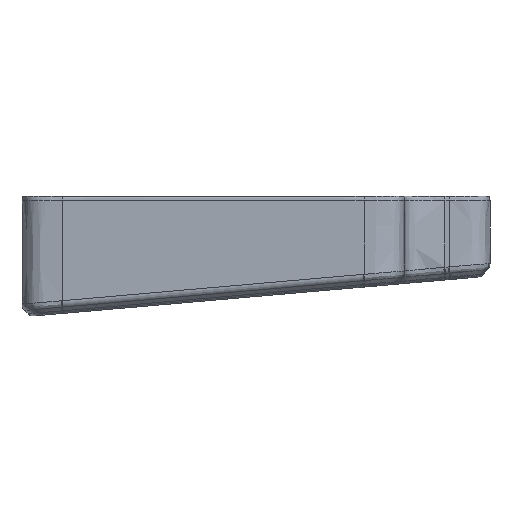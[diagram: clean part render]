
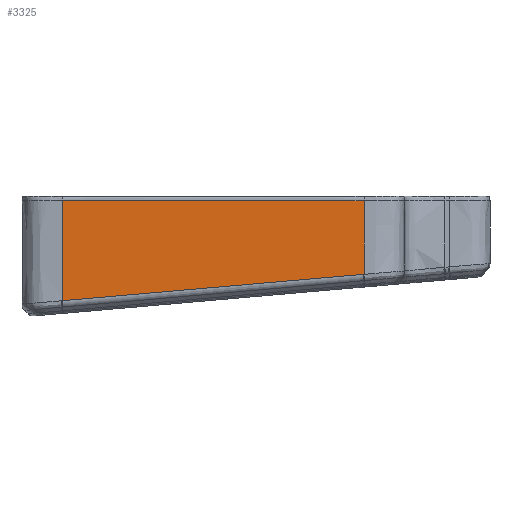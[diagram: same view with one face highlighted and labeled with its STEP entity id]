
A CAD part, left-side view. The second image highlights one B-rep face of the part: STEP entity #3325.
In plain terms, the highlighted planar face has unit normal (-1, 0, 0).
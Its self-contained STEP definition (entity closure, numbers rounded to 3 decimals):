
#59=PLANE('',#3513);
#168=LINE('',#9236,#372);
#185=LINE('',#9660,#389);
#186=LINE('',#9675,#390);
#187=LINE('',#9676,#391);
#372=VECTOR('',#3846,10.);
#389=VECTOR('',#3873,10.);
#390=VECTOR('',#3876,10.);
#391=VECTOR('',#3877,10.);
#654=FACE_OUTER_BOUND('',#868,.T.);
#868=EDGE_LOOP('',(#2611,#2612,#2613,#2614,#2615,#2616));
#1208=B_SPLINE_CURVE_WITH_KNOTS('',3,(#9195,#9196,#9197,#9198,#9199),
 .UNSPECIFIED.,.F.,.F.,(4,1,4),(0.,0.009,0.017),
 .UNSPECIFIED.);
#1210=B_SPLINE_CURVE_WITH_KNOTS('',3,(#9272,#9273,#9274,#9275,#9276),
 .UNSPECIFIED.,.F.,.F.,(4,1,4),(0.,0.004,0.007),
 .UNSPECIFIED.);
#1442=VERTEX_POINT('',#9086);
#1443=VERTEX_POINT('',#9179);
#1444=VERTEX_POINT('',#9187);
#1445=VERTEX_POINT('',#9228);
#1451=VERTEX_POINT('',#9659);
#1452=VERTEX_POINT('',#9674);
#1842=EDGE_CURVE('',#1444,#1443,#1208,.T.);
#1844=EDGE_CURVE('',#1443,#1445,#168,.T.);
#1845=EDGE_CURVE('',#1442,#1444,#1210,.T.);
#1866=EDGE_CURVE('',#1445,#1451,#185,.T.);
#1868=EDGE_CURVE('',#1452,#1442,#186,.T.);
#1869=EDGE_CURVE('',#1451,#1452,#187,.T.);
#2611=ORIENTED_EDGE('',*,*,#1844,.F.);
#2612=ORIENTED_EDGE('',*,*,#1842,.F.);
#2613=ORIENTED_EDGE('',*,*,#1845,.F.);
#2614=ORIENTED_EDGE('',*,*,#1868,.F.);
#2615=ORIENTED_EDGE('',*,*,#1869,.F.);
#2616=ORIENTED_EDGE('',*,*,#1866,.F.);
#3325=ADVANCED_FACE('',(#654),#59,.T.);
#3513=AXIS2_PLACEMENT_3D('',#9673,#3874,#3875);
#3846=DIRECTION('',(0.,0.996,-0.087));
#3873=DIRECTION('',(0.,0.,1.));
#3874=DIRECTION('center_axis',(-1.,0.,0.));
#3875=DIRECTION('ref_axis',(0.,-1.,0.));
#3876=DIRECTION('',(0.,0.,-1.));
#3877=DIRECTION('',(0.,-1.,0.));
#9086=CARTESIAN_POINT('',(-14.,-62.15,-9.615));
#9179=CARTESIAN_POINT('',(-14.,-61.903,-9.636));
#9187=CARTESIAN_POINT('',(-14.,-62.078,-9.621));
#9195=CARTESIAN_POINT('Ctrl Pts',(-14.,-62.078,-9.621));
#9196=CARTESIAN_POINT('Ctrl Pts',(-14.,-62.049,-9.624));
#9197=CARTESIAN_POINT('Ctrl Pts',(-14.,-61.991,-9.629));
#9198=CARTESIAN_POINT('Ctrl Pts',(-14.,-61.933,-9.634));
#9199=CARTESIAN_POINT('Ctrl Pts',(-14.,-61.903,-9.636));
#9228=CARTESIAN_POINT('',(-14.,5.,-15.49));
#9236=CARTESIAN_POINT('',(-14.,-0.073,-15.046));
#9272=CARTESIAN_POINT('Ctrl Pts',(-14.,-62.15,-9.615));
#9273=CARTESIAN_POINT('Ctrl Pts',(-14.,-62.138,-9.616));
#9274=CARTESIAN_POINT('Ctrl Pts',(-14.,-62.114,-9.618));
#9275=CARTESIAN_POINT('Ctrl Pts',(-14.,-62.09,-9.62));
#9276=CARTESIAN_POINT('Ctrl Pts',(-14.,-62.078,-9.621));
#9659=CARTESIAN_POINT('',(-14.,5.,6.8));
#9660=CARTESIAN_POINT('',(-14.,5.,0.));
#9673=CARTESIAN_POINT('Origin',(-14.,14.,0.));
#9674=CARTESIAN_POINT('',(-14.,-62.15,6.8));
#9675=CARTESIAN_POINT('',(-14.,-62.15,0.));
#9676=CARTESIAN_POINT('',(-14.,-12.05,6.8));
